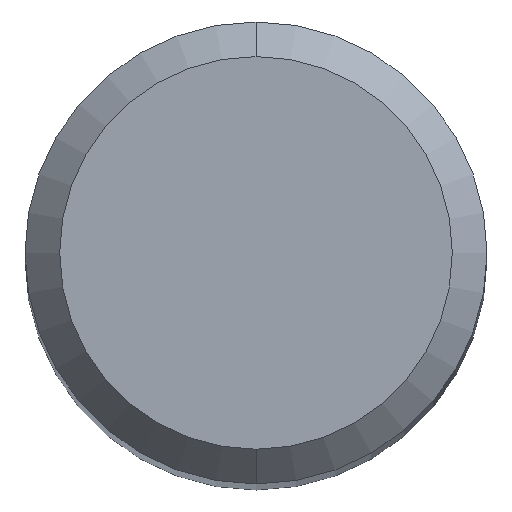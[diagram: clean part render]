
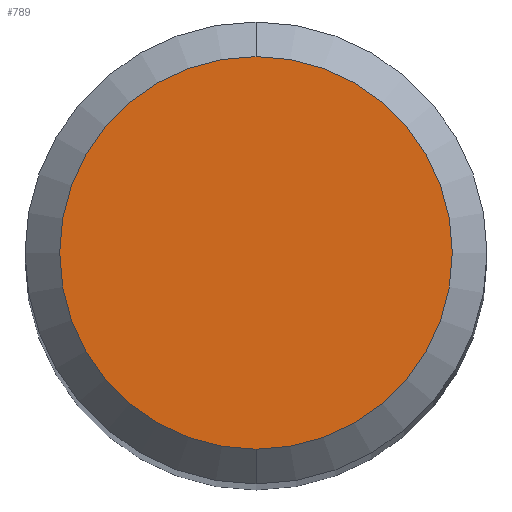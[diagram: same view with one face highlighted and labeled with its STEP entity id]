
A CAD part, top view. The second image highlights one B-rep face of the part: STEP entity #789.
In plain terms, the highlighted planar face has unit normal (0, 0, 1).
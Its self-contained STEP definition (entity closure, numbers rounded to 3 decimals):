
#665=VERTEX_POINT('',#1375);
#737=EDGE_CURVE('',#665,#773,#1454,.T.);
#773=VERTEX_POINT('',#1491);
#789=ADVANCED_FACE('',(#1508),#1509,.T.);
#793=EDGE_CURVE('',#773,#665,#1513,.T.);
#1375=CARTESIAN_POINT('',(0.0,1.7,0.0));
#1454=CIRCLE('',#4007,1.7);
#1491=CARTESIAN_POINT('',(0.,-1.7,0.0));
#1508=FACE_OUTER_BOUND('',#4140,.T.);
#1509=PLANE('',#4141);
#1513=CIRCLE('',#4146,1.7);
#4007=AXIS2_PLACEMENT_3D('',#5994,#5995,#5996);
#4140=EDGE_LOOP('',(#6024,#6025));
#4141=AXIS2_PLACEMENT_3D('',#6026,#6027,#6028);
#4146=AXIS2_PLACEMENT_3D('',#6029,#6030,#6031);
#5994=CARTESIAN_POINT('',(0.0,0.0,0.0));
#5995=DIRECTION('',(0.0,0.0,-1.0));
#5996=DIRECTION('',(0.0,1.0,0.0));
#6024=ORIENTED_EDGE('',*,*,#737,.F.);
#6025=ORIENTED_EDGE('',*,*,#793,.F.);
#6026=CARTESIAN_POINT('',(0.0,0.85,0.0));
#6027=DIRECTION('',(-0.0,0.0,1.0));
#6028=DIRECTION('',(0.0,-1.0,0.0));
#6029=CARTESIAN_POINT('',(0.0,0.0,0.0));
#6030=DIRECTION('',(0.0,0.0,-1.0));
#6031=DIRECTION('',(0.0,1.0,0.0));
